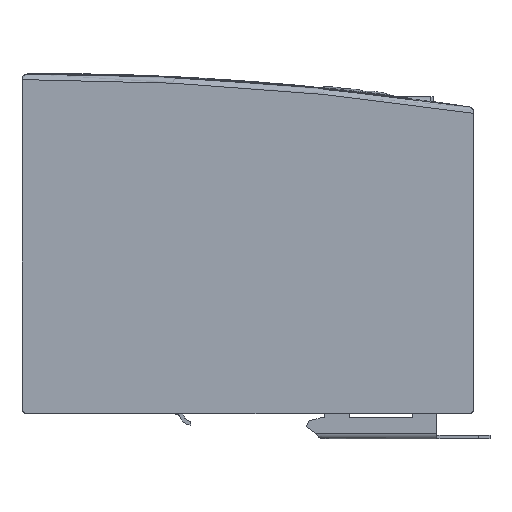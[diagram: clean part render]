
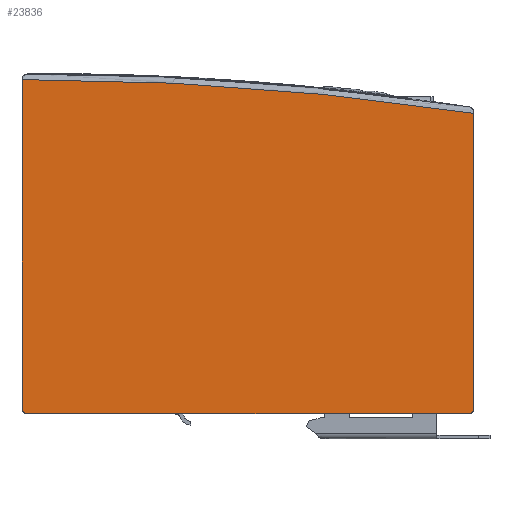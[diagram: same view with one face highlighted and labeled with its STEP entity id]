
A CAD part, left-side view. The second image highlights one B-rep face of the part: STEP entity #23836.
In plain terms, the highlighted planar face has unit normal (-1, 0, 0).
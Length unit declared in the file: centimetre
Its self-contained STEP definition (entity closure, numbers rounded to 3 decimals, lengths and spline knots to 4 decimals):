
#804=PLANE('',#25219);
#1637=VECTOR('',#27387,1.);
#1640=VECTOR('',#27391,1.);
#1641=VECTOR('',#27394,1.);
#4177=LINE('',#33412,#1637);
#4180=LINE('',#33418,#1640);
#4181=LINE('',#33422,#1641);
#6717=VERTEX_POINT('',#33407);
#6718=VERTEX_POINT('',#33409);
#6719=VERTEX_POINT('',#33413);
#6721=VERTEX_POINT('',#33419);
#6722=VERTEX_POINT('',#33421);
#6723=VERTEX_POINT('',#33423);
#9100=CIRCLE('',#25217,0.15);
#9101=CIRCLE('',#25220,79.85);
#9102=CIRCLE('',#25221,0.15);
#9871=EDGE_CURVE('',#6717,#6718,#9100,.T.);
#9873=EDGE_CURVE('',#6718,#6719,#4177,.T.);
#9876=EDGE_CURVE('',#6721,#6717,#4180,.T.);
#9877=EDGE_CURVE('',#6722,#6721,#9101,.T.);
#9878=EDGE_CURVE('',#6723,#6722,#4181,.T.);
#9879=EDGE_CURVE('',#6719,#6723,#9102,.T.);
#13554=ORIENTED_EDGE('',*,*,#9871,.F.);
#13555=ORIENTED_EDGE('',*,*,#9876,.F.);
#13556=ORIENTED_EDGE('',*,*,#9877,.F.);
#13557=ORIENTED_EDGE('',*,*,#9878,.F.);
#13558=ORIENTED_EDGE('',*,*,#9879,.F.);
#13559=ORIENTED_EDGE('',*,*,#9873,.F.);
#20902=EDGE_LOOP('',(#13554,#13555,#13556,#13557,#13558,#13559));
#22369=FACE_BOUND('',#20902,.T.);
#23836=ADVANCED_FACE('',(#22369),#804,.F.);
#25217=AXIS2_PLACEMENT_3D('',#33408,#27383,#27384);
#25219=AXIS2_PLACEMENT_3D('',#33417,#27390,$);
#25220=AXIS2_PLACEMENT_3D('',#33420,#27392,#27393);
#25221=AXIS2_PLACEMENT_3D('',#33424,#27395,#27396);
#27383=DIRECTION('',(1.,0.,0.));
#27384=DIRECTION('',(0.,-0.106,-0.106));
#27387=DIRECTION('',(0.,1.,0.));
#27390=DIRECTION('',(1.,0.,0.));
#27391=DIRECTION('',(0.,0.,-1.));
#27392=DIRECTION('',(1.,0.,0.));
#27393=DIRECTION('',(0.,-5.923,79.63));
#27394=DIRECTION('',(0.,0.,1.));
#27395=DIRECTION('',(1.,0.,0.));
#27396=DIRECTION('',(0.,0.106,-0.106));
#33407=CARTESIAN_POINT('',(-2.9,-6.05,0.15));
#33408=CARTESIAN_POINT('',(-2.9,-5.9,0.15));
#33409=CARTESIAN_POINT('',(-2.9,-5.9,0.));
#33412=CARTESIAN_POINT('',(-2.9,-6.05,0.));
#33413=CARTESIAN_POINT('',(-2.9,5.9,0.));
#33417=CARTESIAN_POINT('',(-2.9,0.1281,4.3749));
#33418=CARTESIAN_POINT('',(-2.9,-6.05,8.2));
#33419=CARTESIAN_POINT('',(-2.9,-6.05,8.0483));
#33420=CARTESIAN_POINT('',(-2.9,5.9169,-70.8999));
#33421=CARTESIAN_POINT('',(-2.9,6.05,8.95));
#33422=CARTESIAN_POINT('',(-2.9,6.05,0.));
#33423=CARTESIAN_POINT('',(-2.9,6.05,0.15));
#33424=CARTESIAN_POINT('',(-2.9,5.9,0.15));
